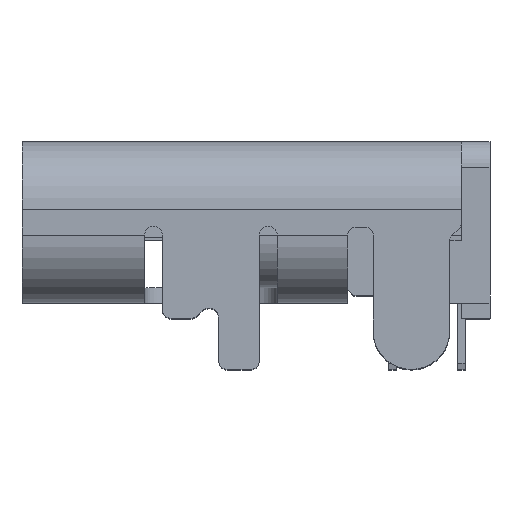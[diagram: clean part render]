
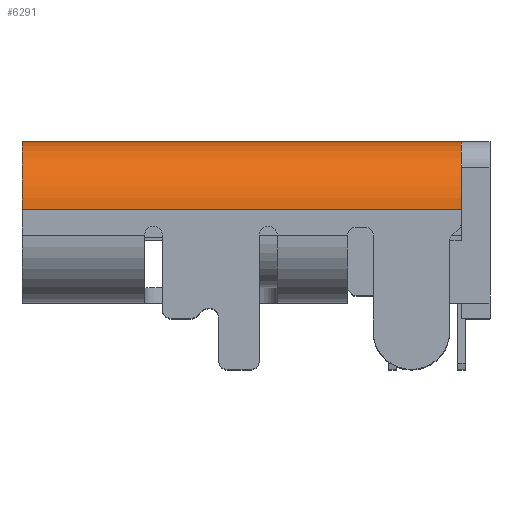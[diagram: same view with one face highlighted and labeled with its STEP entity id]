
A CAD part, top view. The second image highlights one B-rep face of the part: STEP entity #6291.
In plain terms, the highlighted cylindrical face has radius 1.33 mm (diameter 2.66 mm), a partial arc.
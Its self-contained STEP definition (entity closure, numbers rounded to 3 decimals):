
#84 = VERTEX_POINT ( 'NONE', #12711 ) ;
#409 = DIRECTION ( 'NONE',  ( -1., 0., 0. ) ) ;
#1779 = CIRCLE ( 'NONE', #1999, 1.33 ) ;
#1999 = AXIS2_PLACEMENT_3D ( 'NONE', #6446, #8776, #13709 ) ;
#2729 = EDGE_LOOP ( 'NONE', ( #5525, #10724, #6551, #7559 ) ) ;
#2880 = CARTESIAN_POINT ( 'NONE',  ( 4.025, 2.13, 4.47 ) ) ;
#3204 = EDGE_CURVE ( 'NONE', #9698, #14663, #1779, .T. ) ;
#3779 = VECTOR ( 'NONE', #12803, 1000. ) ;
#4136 = LINE ( 'NONE', #2880, #6075 ) ;
#4438 = CARTESIAN_POINT ( 'NONE',  ( 4.025, 3.46, 3.14 ) ) ;
#5525 = ORIENTED_EDGE ( 'NONE', *, *, #14554, .T. ) ;
#5532 = EDGE_CURVE ( 'NONE', #84, #14871, #13799, .T. ) ;
#5838 = CARTESIAN_POINT ( 'NONE',  ( 4.025, 2.13, 4.47 ) ) ;
#6075 = VECTOR ( 'NONE', #8908, 1000. ) ;
#6291 = ADVANCED_FACE ( 'NONE', ( #11325 ), #10744, .T. ) ;
#6446 = CARTESIAN_POINT ( 'NONE',  ( 4.025, 2.13, 3.14 ) ) ;
#6551 = ORIENTED_EDGE ( 'NONE', *, *, #14996, .F. ) ;
#7082 = DIRECTION ( 'NONE',  ( -1., 0., 0. ) ) ;
#7559 = ORIENTED_EDGE ( 'NONE', *, *, #3204, .T. ) ;
#7712 = CARTESIAN_POINT ( 'NONE',  ( -4.585, 2.13, 3.14 ) ) ;
#8776 = DIRECTION ( 'NONE',  ( -1., 0., 0. ) ) ;
#8908 = DIRECTION ( 'NONE',  ( -1., 0., 0. ) ) ;
#9662 = AXIS2_PLACEMENT_3D ( 'NONE', #14375, #7082, #15605 ) ;
#9698 = VERTEX_POINT ( 'NONE', #5838 ) ;
#10724 = ORIENTED_EDGE ( 'NONE', *, *, #5532, .F. ) ;
#10744 = CYLINDRICAL_SURFACE ( 'NONE', #9662, 1.33 ) ;
#11325 = FACE_OUTER_BOUND ( 'NONE', #2729, .T. ) ;
#11359 = DIRECTION ( 'NONE',  ( 0., 0., -1. ) ) ;
#11811 = LINE ( 'NONE', #13967, #3779 ) ;
#12711 = CARTESIAN_POINT ( 'NONE',  ( -4.585, 2.13, 4.47 ) ) ;
#12803 = DIRECTION ( 'NONE',  ( -1., 0., 0. ) ) ;
#13709 = DIRECTION ( 'NONE',  ( 0., 0., -1. ) ) ;
#13799 = CIRCLE ( 'NONE', #15192, 1.33 ) ;
#13967 = CARTESIAN_POINT ( 'NONE',  ( 4.025, 3.46, 3.14 ) ) ;
#14375 = CARTESIAN_POINT ( 'NONE',  ( 4.025, 2.13, 3.14 ) ) ;
#14554 = EDGE_CURVE ( 'NONE', #14663, #14871, #11811, .T. ) ;
#14663 = VERTEX_POINT ( 'NONE', #4438 ) ;
#14784 = CARTESIAN_POINT ( 'NONE',  ( -4.585, 3.46, 3.14 ) ) ;
#14871 = VERTEX_POINT ( 'NONE', #14784 ) ;
#14996 = EDGE_CURVE ( 'NONE', #9698, #84, #4136, .T. ) ;
#15192 = AXIS2_PLACEMENT_3D ( 'NONE', #7712, #409, #11359 ) ;
#15605 = DIRECTION ( 'NONE',  ( 0., 0., 1. ) ) ;
